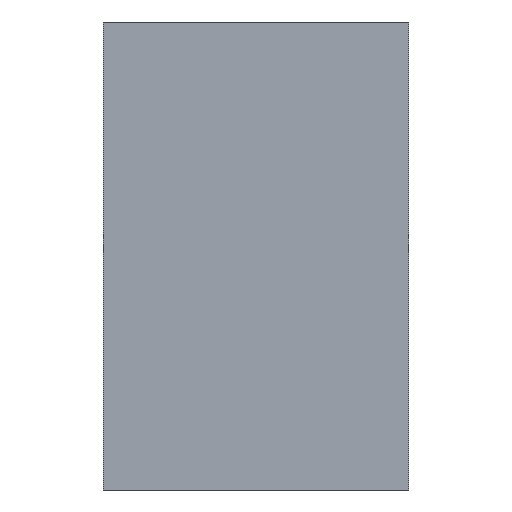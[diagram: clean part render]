
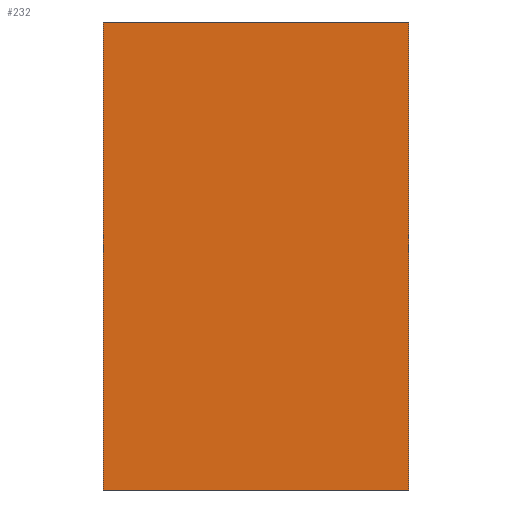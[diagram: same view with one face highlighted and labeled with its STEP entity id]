
A CAD part, front view. The second image highlights one B-rep face of the part: STEP entity #232.
In plain terms, the highlighted planar face has unit normal (0, -1, 0).
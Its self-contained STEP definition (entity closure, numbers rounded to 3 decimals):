
#18=LINE('',#378,#30);
#23=LINE('',#389,#35);
#25=LINE('',#392,#37);
#26=LINE('',#393,#38);
#30=VECTOR('',#316,23.);
#35=VECTOR('',#325,23.);
#37=VECTOR('',#329,15.);
#38=VECTOR('',#330,15.);
#42=PLANE('',#262);
#78=FACE_OUTER_BOUND('',#102,.T.);
#102=EDGE_LOOP('',(#197,#198,#199,#200));
#135=VERTEX_POINT('',#371);
#138=VERTEX_POINT('',#376);
#141=VERTEX_POINT('',#386);
#142=VERTEX_POINT('',#388);
#158=EDGE_CURVE('',#138,#135,#18,.T.);
#163=EDGE_CURVE('',#142,#141,#23,.T.);
#165=EDGE_CURVE('',#141,#135,#25,.T.);
#166=EDGE_CURVE('',#138,#142,#26,.T.);
#197=ORIENTED_EDGE('',*,*,#165,.T.);
#198=ORIENTED_EDGE('',*,*,#158,.F.);
#199=ORIENTED_EDGE('',*,*,#166,.T.);
#200=ORIENTED_EDGE('',*,*,#163,.T.);
#232=ADVANCED_FACE('',(#78),#42,.T.);
#262=AXIS2_PLACEMENT_3D('',#391,#327,#328);
#316=DIRECTION('',(0.,0.,-1.));
#325=DIRECTION('',(0.,0.,-1.));
#327=DIRECTION('center_axis',(0.,-1.,0.));
#328=DIRECTION('ref_axis',(0.,0.,-1.));
#329=DIRECTION('',(1.,0.,0.));
#330=DIRECTION('',(-1.,0.,0.));
#371=CARTESIAN_POINT('',(7.5,-55.,-23.));
#376=CARTESIAN_POINT('',(7.5,-55.,0.));
#378=CARTESIAN_POINT('',(7.5,-55.,0.));
#386=CARTESIAN_POINT('',(-7.5,-55.,-23.));
#388=CARTESIAN_POINT('',(-7.5,-55.,0.));
#389=CARTESIAN_POINT('',(-7.5,-55.,0.));
#391=CARTESIAN_POINT('Origin',(-7.5,-55.,0.));
#392=CARTESIAN_POINT('',(7.5,-55.,-23.));
#393=CARTESIAN_POINT('',(7.5,-55.,0.));
